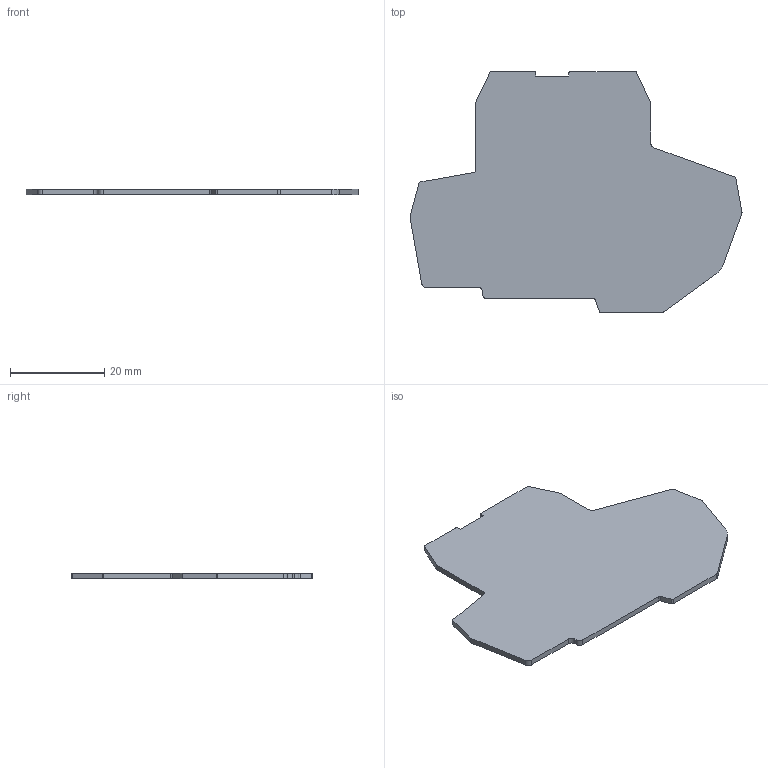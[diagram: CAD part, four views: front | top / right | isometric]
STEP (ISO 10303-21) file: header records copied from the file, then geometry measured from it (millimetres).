
FILE_DESCRIPTION (( 'STEP AP214' ), '1' );
FILE_NAME ('449020_NPP-PIK 4 FS_Beige.STP', '2013-11-15T06:21:31', ( 'arge' ), ( 'Microsoft' ), 'SwSTEP 2.0', 'SolidWorks 2013', '' );
FILE_SCHEMA (( 'AUTOMOTIVE_DESIGN' ));
Length unit declared in the file: millimetre
Products named in the file (1): 449020_NPP-PIK 4 FS_Beige
Bounding box: 70.4 x 51.1 x 1.2 mm (x, y, z)
Volume: 3089.7 mm3; surface area: 5407.2 mm2
Topology: 1 solids, 1 shells, 43 faces, 123 edges, 82 vertices
Faces by surface type: plane 23, cylinder 20
Entity records: 1924 total; most frequent: DIRECTION 251, CARTESIAN_POINT 249, ORIENTED_EDGE 246, EDGE_CURVE 123, AXIS2_PLACEMENT_3D 84, LINE 83, VECTOR 83, VERTEX_POINT 82
